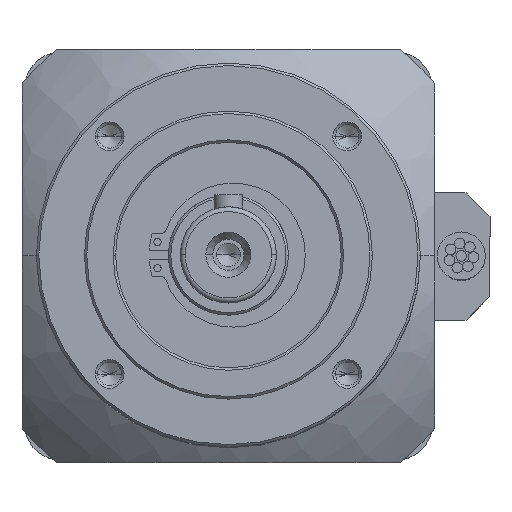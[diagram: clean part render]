
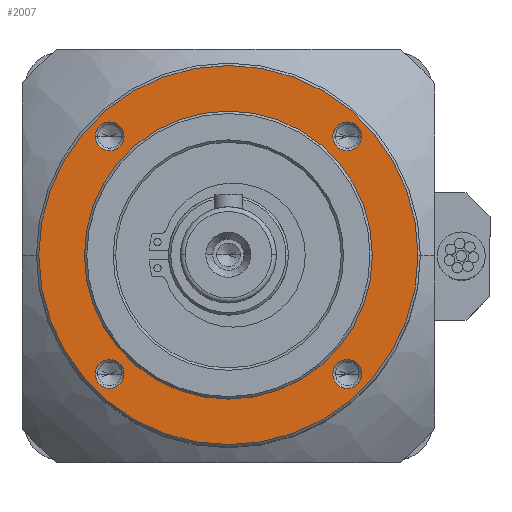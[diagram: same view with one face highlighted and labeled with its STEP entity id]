
A CAD part, top view. The second image highlights one B-rep face of the part: STEP entity #2007.
In plain terms, the highlighted planar face has unit normal (0, 0, 1).
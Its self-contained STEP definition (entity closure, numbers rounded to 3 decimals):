
#208 = CARTESIAN_POINT ( 'NONE',  ( 0., 0., 188.5 ) ) ;
#209 = DIRECTION ( 'NONE',  ( 0., 0., -1. ) ) ;
#567 = ORIENTED_EDGE ( 'NONE', *, *, #3409, .T. ) ;
#568 = ORIENTED_EDGE ( 'NONE', *, *, #1653, .T. ) ;
#569 = ORIENTED_EDGE ( 'NONE', *, *, #3413, .T. ) ;
#570 = ORIENTED_EDGE ( 'NONE', *, *, #1652, .T. ) ;
#571 = ORIENTED_EDGE ( 'NONE', *, *, #3417, .T. ) ;
#572 = ORIENTED_EDGE ( 'NONE', *, *, #1651, .T. ) ;
#573 = ORIENTED_EDGE ( 'NONE', *, *, #3422, .T. ) ;
#574 = ORIENTED_EDGE ( 'NONE', *, *, #1650, .T. ) ;
#575 = ORIENTED_EDGE ( 'NONE', *, *, #3425, .T. ) ;
#576 = ORIENTED_EDGE ( 'NONE', *, *, #1649, .T. ) ;
#577 = ORIENTED_EDGE ( 'NONE', *, *, #1873, .F. ) ;
#578 = ORIENTED_EDGE ( 'NONE', *, *, #1655, .F. ) ;
#1649 = EDGE_CURVE ( 'NONE', #5227, #5228, #2088, .T. ) ;
#1650 = EDGE_CURVE ( 'NONE', #5223, #5224, #2090, .T. ) ;
#1651 = EDGE_CURVE ( 'NONE', #5219, #5220, #5308, .T. ) ;
#1652 = EDGE_CURVE ( 'NONE', #5215, #5216, #5311, .T. ) ;
#1653 = EDGE_CURVE ( 'NONE', #5211, #5212, #5312, .T. ) ;
#1655 = EDGE_CURVE ( 'NONE', #5204, #5203, #5316, .T. ) ;
#1873 = EDGE_CURVE ( 'NONE', #5203, #5204, #6136, .T. ) ;
#2007 = ADVANCED_FACE ( 'NONE', ( #2502, #2503, #2504, #2505, #2506, #2507 ), #2789, .T. ) ;
#2088 = CIRCLE ( 'NONE', #2089, 30. ) ;
#2089 = AXIS2_PLACEMENT_3D ( 'NONE', #208, #209, #2092 ) ;
#2090 = CIRCLE ( 'NONE', #2091, 3. ) ;
#2091 = AXIS2_PLACEMENT_3D ( 'NONE', #2093, #2094, #2095 ) ;
#2092 = DIRECTION ( 'NONE',  ( -1., 0., 0. ) ) ;
#2093 = CARTESIAN_POINT ( 'NONE',  ( 24.749, 24.749, 188.5 ) ) ;
#2094 = DIRECTION ( 'NONE',  ( 0., 0., -1. ) ) ;
#2095 = DIRECTION ( 'NONE',  ( 1., 0., 0. ) ) ;
#2096 = CARTESIAN_POINT ( 'NONE',  ( -24.749, 24.749, 188.5 ) ) ;
#2097 = DIRECTION ( 'NONE',  ( 0., 0., -1. ) ) ;
#2098 = DIRECTION ( 'NONE',  ( 1., 0., 0. ) ) ;
#2099 = CARTESIAN_POINT ( 'NONE',  ( -24.749, -24.749, 188.5 ) ) ;
#2100 = DIRECTION ( 'NONE',  ( 0., 0., -1. ) ) ;
#2101 = DIRECTION ( 'NONE',  ( 1., 0., 0. ) ) ;
#2102 = CARTESIAN_POINT ( 'NONE',  ( 24.749, -24.749, 188.5 ) ) ;
#2103 = DIRECTION ( 'NONE',  ( 0., 0., -1. ) ) ;
#2104 = DIRECTION ( 'NONE',  ( 1., 0., 0. ) ) ;
#2108 = CARTESIAN_POINT ( 'NONE',  ( 0., 0., 188.5 ) ) ;
#2109 = DIRECTION ( 'NONE',  ( 0., 0., -1. ) ) ;
#2110 = DIRECTION ( 'NONE',  ( -1., 0., 0. ) ) ;
#2416 = AXIS2_PLACEMENT_3D ( 'NONE', #2790, #2791, #2792 ) ;
#2463 = CIRCLE ( 'NONE', #4513, 3. ) ;
#2502 = FACE_BOUND ( 'NONE', #5948, .T. ) ;
#2503 = FACE_BOUND ( 'NONE', #5949, .T. ) ;
#2504 = FACE_BOUND ( 'NONE', #5950, .T. ) ;
#2505 = FACE_BOUND ( 'NONE', #5951, .T. ) ;
#2506 = FACE_BOUND ( 'NONE', #5952, .T. ) ;
#2507 = FACE_OUTER_BOUND ( 'NONE', #5953, .T. ) ;
#2789 = PLANE ( 'NONE',  #2416 ) ;
#2790 = CARTESIAN_POINT ( 'NONE',  ( -40.29, -39.5, 188.5 ) ) ;
#2791 = DIRECTION ( 'NONE',  ( 0., 0., 1. ) ) ;
#2792 = DIRECTION ( 'NONE',  ( 1., 0., 0. ) ) ;
#2968 = CARTESIAN_POINT ( 'NONE',  ( -39.5, 0., 188.5 ) ) ;
#2969 = CARTESIAN_POINT ( 'NONE',  ( 39.5, 0., 188.5 ) ) ;
#2976 = CARTESIAN_POINT ( 'NONE',  ( 21.749, -24.749, 188.5 ) ) ;
#2977 = CARTESIAN_POINT ( 'NONE',  ( 27.749, -24.749, 188.5 ) ) ;
#2980 = CARTESIAN_POINT ( 'NONE',  ( -27.749, -24.749, 188.5 ) ) ;
#2981 = CARTESIAN_POINT ( 'NONE',  ( -21.749, -24.749, 188.5 ) ) ;
#2984 = CARTESIAN_POINT ( 'NONE',  ( -27.749, 24.749, 188.5 ) ) ;
#2985 = CARTESIAN_POINT ( 'NONE',  ( -21.749, 24.749, 188.5 ) ) ;
#2988 = CARTESIAN_POINT ( 'NONE',  ( 21.749, 24.749, 188.5 ) ) ;
#2989 = CARTESIAN_POINT ( 'NONE',  ( 27.749, 24.749, 188.5 ) ) ;
#2992 = CARTESIAN_POINT ( 'NONE',  ( 30., 0., 188.5 ) ) ;
#2993 = CARTESIAN_POINT ( 'NONE',  ( -30., 0., 188.5 ) ) ;
#3409 = EDGE_CURVE ( 'NONE', #5212, #5211, #4501, .T. ) ;
#3413 = EDGE_CURVE ( 'NONE', #5216, #5215, #2463, .T. ) ;
#3417 = EDGE_CURVE ( 'NONE', #5220, #5219, #4512, .T. ) ;
#3422 = EDGE_CURVE ( 'NONE', #5224, #5223, #4523, .T. ) ;
#3425 = EDGE_CURVE ( 'NONE', #5228, #5227, #4529, .T. ) ;
#4484 = CARTESIAN_POINT ( 'NONE',  ( 24.749, -24.749, 188.5 ) ) ;
#4485 = DIRECTION ( 'NONE',  ( 0., 0., -1. ) ) ;
#4486 = DIRECTION ( 'NONE',  ( 1., 0., 0. ) ) ;
#4494 = CARTESIAN_POINT ( 'NONE',  ( -24.749, -24.749, 188.5 ) ) ;
#4495 = DIRECTION ( 'NONE',  ( 0., 0., -1. ) ) ;
#4496 = DIRECTION ( 'NONE',  ( 1., 0., 0. ) ) ;
#4501 = CIRCLE ( 'NONE', #4507, 3. ) ;
#4507 = AXIS2_PLACEMENT_3D ( 'NONE', #4484, #4485, #4486 ) ;
#4512 = CIRCLE ( 'NONE', #4519, 3. ) ;
#4513 = AXIS2_PLACEMENT_3D ( 'NONE', #4494, #4495, #4496 ) ;
#4519 = AXIS2_PLACEMENT_3D ( 'NONE', #4604, #4605, #4606 ) ;
#4523 = CIRCLE ( 'NONE', #4527, 3. ) ;
#4527 = AXIS2_PLACEMENT_3D ( 'NONE', #4616, #4617, #4618 ) ;
#4529 = CIRCLE ( 'NONE', #4531, 30. ) ;
#4531 = AXIS2_PLACEMENT_3D ( 'NONE', #4623, #4624, #4625 ) ;
#4604 = CARTESIAN_POINT ( 'NONE',  ( -24.749, 24.749, 188.5 ) ) ;
#4605 = DIRECTION ( 'NONE',  ( 0., 0., -1. ) ) ;
#4606 = DIRECTION ( 'NONE',  ( 1., 0., 0. ) ) ;
#4616 = CARTESIAN_POINT ( 'NONE',  ( 24.749, 24.749, 188.5 ) ) ;
#4617 = DIRECTION ( 'NONE',  ( 0., 0., -1. ) ) ;
#4618 = DIRECTION ( 'NONE',  ( 1., 0., 0. ) ) ;
#4623 = CARTESIAN_POINT ( 'NONE',  ( 0., 0., 188.5 ) ) ;
#4624 = DIRECTION ( 'NONE',  ( 0., 0., -1. ) ) ;
#4625 = DIRECTION ( 'NONE',  ( -1., 0., 0. ) ) ;
#5203 = VERTEX_POINT ( 'NONE', #2968 ) ;
#5204 = VERTEX_POINT ( 'NONE', #2969 ) ;
#5211 = VERTEX_POINT ( 'NONE', #2976 ) ;
#5212 = VERTEX_POINT ( 'NONE', #2977 ) ;
#5215 = VERTEX_POINT ( 'NONE', #2980 ) ;
#5216 = VERTEX_POINT ( 'NONE', #2981 ) ;
#5219 = VERTEX_POINT ( 'NONE', #2984 ) ;
#5220 = VERTEX_POINT ( 'NONE', #2985 ) ;
#5223 = VERTEX_POINT ( 'NONE', #2988 ) ;
#5224 = VERTEX_POINT ( 'NONE', #2989 ) ;
#5227 = VERTEX_POINT ( 'NONE', #2992 ) ;
#5228 = VERTEX_POINT ( 'NONE', #2993 ) ;
#5308 = CIRCLE ( 'NONE', #5310, 3. ) ;
#5309 = AXIS2_PLACEMENT_3D ( 'NONE', #2099, #2100, #2101 ) ;
#5310 = AXIS2_PLACEMENT_3D ( 'NONE', #2096, #2097, #2098 ) ;
#5311 = CIRCLE ( 'NONE', #5309, 3. ) ;
#5312 = CIRCLE ( 'NONE', #5314, 3. ) ;
#5314 = AXIS2_PLACEMENT_3D ( 'NONE', #2102, #2103, #2104 ) ;
#5316 = CIRCLE ( 'NONE', #5318, 39.5 ) ;
#5318 = AXIS2_PLACEMENT_3D ( 'NONE', #2108, #2109, #2110 ) ;
#5948 = EDGE_LOOP ( 'NONE', ( #567, #568 ) ) ;
#5949 = EDGE_LOOP ( 'NONE', ( #569, #570 ) ) ;
#5950 = EDGE_LOOP ( 'NONE', ( #571, #572 ) ) ;
#5951 = EDGE_LOOP ( 'NONE', ( #573, #574 ) ) ;
#5952 = EDGE_LOOP ( 'NONE', ( #575, #576 ) ) ;
#5953 = EDGE_LOOP ( 'NONE', ( #577, #578 ) ) ;
#6136 = CIRCLE ( 'NONE', #6138, 39.5 ) ;
#6138 = AXIS2_PLACEMENT_3D ( 'NONE', #6339, #6340, #6341 ) ;
#6339 = CARTESIAN_POINT ( 'NONE',  ( 0., 0., 188.5 ) ) ;
#6340 = DIRECTION ( 'NONE',  ( 0., 0., -1. ) ) ;
#6341 = DIRECTION ( 'NONE',  ( -1., 0., 0. ) ) ;
